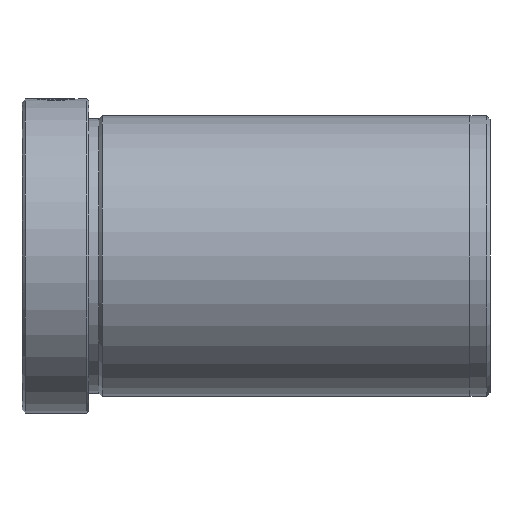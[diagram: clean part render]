
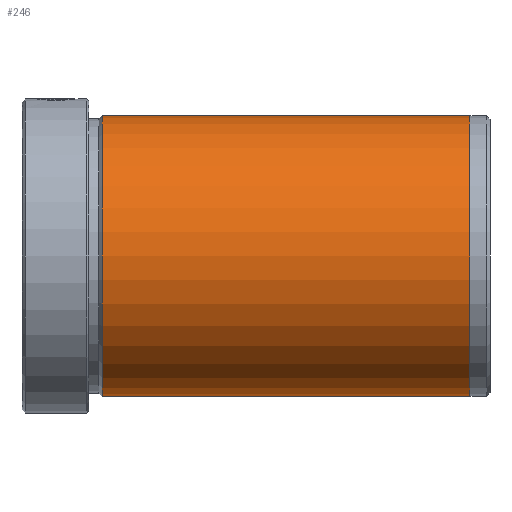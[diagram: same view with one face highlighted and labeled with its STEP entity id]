
A CAD part, left-side view. The second image highlights one B-rep face of the part: STEP entity #246.
In plain terms, the highlighted cylindrical face has radius 21 mm (diameter 42 mm), a partial arc.
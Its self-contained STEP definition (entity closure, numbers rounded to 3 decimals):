
#20 = CARTESIAN_POINT ( 'NONE',  ( 0., 0., -21. ) ) ;
#56 = CARTESIAN_POINT ( 'NONE',  ( 0., -67., 0. ) ) ;
#82 = AXIS2_PLACEMENT_3D ( 'NONE', #1280, #985, #1437 ) ;
#105 = VECTOR ( 'NONE', #1330, 1000. ) ;
#109 = CARTESIAN_POINT ( 'NONE',  ( 0., -12., -21. ) ) ;
#146 = AXIS2_PLACEMENT_3D ( 'NONE', #1647, #788, #1782 ) ;
#198 = DIRECTION ( 'NONE',  ( 0., 0., -1. ) ) ;
#214 = EDGE_LOOP ( 'NONE', ( #1384, #1682, #1335, #987 ) ) ;
#234 = VERTEX_POINT ( 'NONE', #1139 ) ;
#237 = VERTEX_POINT ( 'NONE', #109 ) ;
#246 = ADVANCED_FACE ( 'NONE', ( #662 ), #1719, .T. ) ;
#306 = DIRECTION ( 'NONE',  ( 0., 1., 0. ) ) ;
#445 = LINE ( 'NONE', #1739, #1612 ) ;
#471 = CARTESIAN_POINT ( 'NONE',  ( 0., -67., -21. ) ) ;
#493 = VERTEX_POINT ( 'NONE', #471 ) ;
#662 = FACE_OUTER_BOUND ( 'NONE', #214, .T. ) ;
#676 = VERTEX_POINT ( 'NONE', #1410 ) ;
#788 = DIRECTION ( 'NONE',  ( 0., 1., 0. ) ) ;
#840 = LINE ( 'NONE', #20, #105 ) ;
#876 = EDGE_CURVE ( 'NONE', #493, #237, #840, .T. ) ;
#888 = EDGE_CURVE ( 'NONE', #676, #234, #445, .T. ) ;
#985 = DIRECTION ( 'NONE',  ( 0., 1., 0. ) ) ;
#987 = ORIENTED_EDGE ( 'NONE', *, *, #1007, .F. ) ;
#998 = EDGE_CURVE ( 'NONE', #676, #493, #1753, .T. ) ;
#1007 = EDGE_CURVE ( 'NONE', #237, #234, #1709, .T. ) ;
#1077 = DIRECTION ( 'NONE',  ( 0., -1., 0. ) ) ;
#1139 = CARTESIAN_POINT ( 'NONE',  ( 0., -12., 21. ) ) ;
#1280 = CARTESIAN_POINT ( 'NONE',  ( 0., 0., 0. ) ) ;
#1330 = DIRECTION ( 'NONE',  ( 0., 1., 0. ) ) ;
#1335 = ORIENTED_EDGE ( 'NONE', *, *, #888, .T. ) ;
#1384 = ORIENTED_EDGE ( 'NONE', *, *, #876, .F. ) ;
#1410 = CARTESIAN_POINT ( 'NONE',  ( 0., -67., 21. ) ) ;
#1437 = DIRECTION ( 'NONE',  ( 0., 0., 1. ) ) ;
#1612 = VECTOR ( 'NONE', #306, 1000. ) ;
#1647 = CARTESIAN_POINT ( 'NONE',  ( 0., -12., 0. ) ) ;
#1682 = ORIENTED_EDGE ( 'NONE', *, *, #998, .F. ) ;
#1709 = CIRCLE ( 'NONE', #146, 21. ) ;
#1719 = CYLINDRICAL_SURFACE ( 'NONE', #82, 21. ) ;
#1739 = CARTESIAN_POINT ( 'NONE',  ( 0., 0., 21. ) ) ;
#1753 = CIRCLE ( 'NONE', #1826, 21. ) ;
#1782 = DIRECTION ( 'NONE',  ( 0., 0., 1. ) ) ;
#1826 = AXIS2_PLACEMENT_3D ( 'NONE', #56, #1077, #198 ) ;
